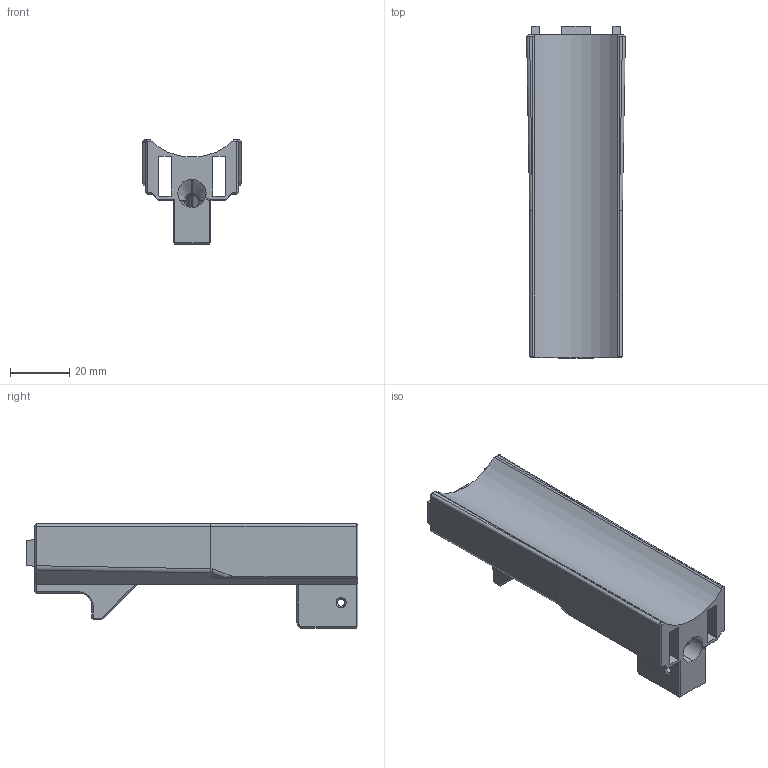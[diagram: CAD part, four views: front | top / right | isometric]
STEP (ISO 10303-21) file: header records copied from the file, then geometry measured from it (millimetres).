
FILE_DESCRIPTION (( 'STEP AP214' ), '1' );
FILE_NAME ('MidBlock_Locators.STEP', '2023-04-23T11:48:02', ( '' ), ( '' ), 'SwSTEP 2.0', 'SolidWorks 2019', '' );
FILE_SCHEMA (( 'AUTOMOTIVE_DESIGN' ));
Length unit declared in the file: millimetre
Products named in the file (1): MidBlock_Locators
Bounding box: 33.24 x 111.7 x 35.28 mm (x, y, z)
Surface area: 23285.5 mm2 (no closed solid volume)
Topology: 0 solids, 4 shells, 237 faces, 593 edges, 362 vertices
Faces by surface type: plane 129, bspline 63, cylinder 33, cone 12
Entity records: 10985 total; most frequent: CARTESIAN_POINT 3599, ORIENTED_EDGE 1170, DIRECTION 788, EDGE_CURVE 593, VECTOR 376, LINE 376, VERTEX_POINT 362, EDGE_LOOP 247
